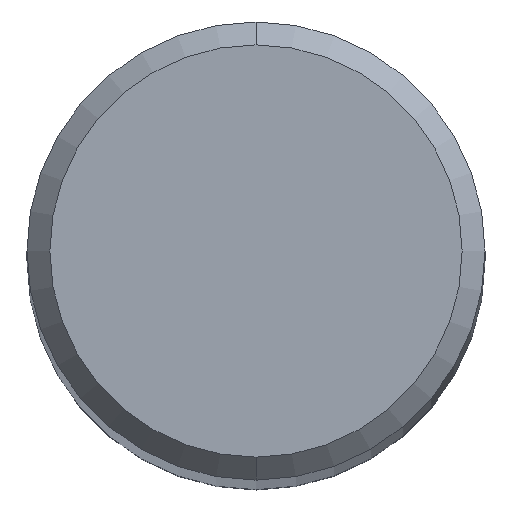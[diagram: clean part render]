
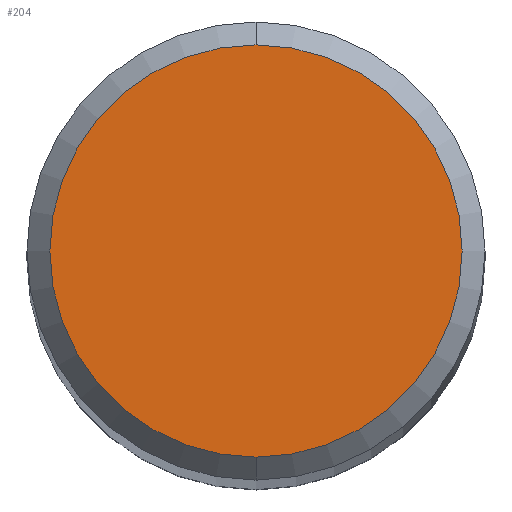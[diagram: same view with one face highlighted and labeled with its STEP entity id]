
A CAD part, top view. The second image highlights one B-rep face of the part: STEP entity #204.
In plain terms, the highlighted planar face has unit normal (0, 0, 1).
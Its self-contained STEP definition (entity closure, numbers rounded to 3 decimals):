
#202=VERTEX_POINT('',#471);
#204=ADVANCED_FACE('',(#473),#474,.T.);
#258=VERTEX_POINT('',#535);
#276=EDGE_CURVE('',#258,#202,#554,.T.);
#360=EDGE_CURVE('',#202,#258,#647,.T.);
#471=CARTESIAN_POINT('',(0.0,5.4,0.0));
#473=FACE_OUTER_BOUND('',#835,.T.);
#474=PLANE('',#836);
#535=CARTESIAN_POINT('',(0.,-5.4,0.0));
#554=CIRCLE('',#1071,5.4);
#647=CIRCLE('',#1269,5.4);
#835=EDGE_LOOP('',(#1383,#1384));
#836=AXIS2_PLACEMENT_3D('',#1385,#1386,#1387);
#1071=AXIS2_PLACEMENT_3D('',#1482,#1483,#1484);
#1269=AXIS2_PLACEMENT_3D('',#1589,#1590,#1591);
#1383=ORIENTED_EDGE('',*,*,#360,.F.);
#1384=ORIENTED_EDGE('',*,*,#276,.F.);
#1385=CARTESIAN_POINT('',(0.0,2.7,0.0));
#1386=DIRECTION('',(-0.0,0.0,1.0));
#1387=DIRECTION('',(0.0,-1.0,0.0));
#1482=CARTESIAN_POINT('',(0.0,0.0,0.0));
#1483=DIRECTION('',(0.0,0.0,-1.0));
#1484=DIRECTION('',(0.0,1.0,0.0));
#1589=CARTESIAN_POINT('',(0.0,0.0,0.0));
#1590=DIRECTION('',(0.0,0.0,-1.0));
#1591=DIRECTION('',(0.0,1.0,0.0));
